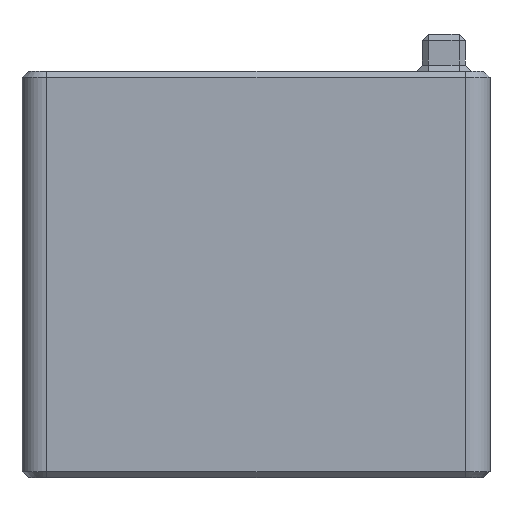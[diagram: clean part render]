
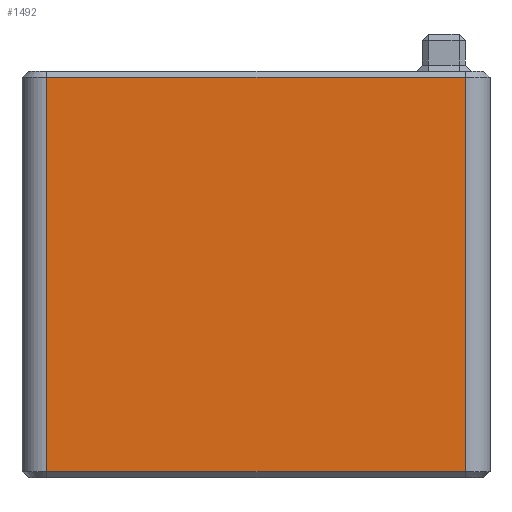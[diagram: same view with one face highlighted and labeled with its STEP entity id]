
A CAD part, front view. The second image highlights one B-rep face of the part: STEP entity #1492.
In plain terms, the highlighted planar face has unit normal (0, -1, 0).
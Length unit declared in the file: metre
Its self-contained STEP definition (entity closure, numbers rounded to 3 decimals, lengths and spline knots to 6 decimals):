
#118=LINE('',#2405,#278);
#119=LINE('',#2408,#279);
#120=LINE('',#2410,#280);
#121=LINE('',#2412,#281);
#278=VECTOR('',#1891,1.);
#279=VECTOR('',#1892,1.);
#280=VECTOR('',#1893,1.);
#281=VECTOR('',#1894,1.);
#464=ORIENTED_EDGE('',*,*,#876,.T.);
#465=ORIENTED_EDGE('',*,*,#877,.T.);
#466=ORIENTED_EDGE('',*,*,#878,.T.);
#467=ORIENTED_EDGE('',*,*,#879,.T.);
#876=EDGE_CURVE('',#1080,#1081,#118,.T.);
#877=EDGE_CURVE('',#1081,#1082,#119,.T.);
#878=EDGE_CURVE('',#1082,#1083,#120,.F.);
#879=EDGE_CURVE('',#1083,#1080,#121,.T.);
#1080=VERTEX_POINT('',#2406);
#1081=VERTEX_POINT('',#2407);
#1082=VERTEX_POINT('',#2409);
#1083=VERTEX_POINT('',#2411);
#1186=EDGE_LOOP('',(#464,#465,#466,#467));
#1310=FACE_BOUND('',#1186,.T.);
#1424=PLANE('',#1629);
#1492=ADVANCED_FACE('',(#1310),#1424,.T.);
#1629=AXIS2_PLACEMENT_3D('',#2404,#1889,#1890);
#1889=DIRECTION('',(0.,-1.,0.));
#1890=DIRECTION('',(0.,0.,-1.));
#1891=DIRECTION('',(0.,0.,1.));
#1892=DIRECTION('',(-1.,0.,0.));
#1893=DIRECTION('',(0.,0.,1.));
#1894=DIRECTION('',(1.,0.,0.));
#2404=CARTESIAN_POINT('',(0.079993,-0.053429,-0.033878));
#2405=CARTESIAN_POINT('',(0.096993,-0.053429,-0.000878));
#2406=CARTESIAN_POINT('',(0.096993,-0.053429,-0.033378));
#2407=CARTESIAN_POINT('',(0.096993,-0.053429,-0.001378));
#2408=CARTESIAN_POINT('',(0.062993,-0.053429,-0.001378));
#2409=CARTESIAN_POINT('',(0.062993,-0.053429,-0.001378));
#2410=CARTESIAN_POINT('',(0.062993,-0.053429,-0.033878));
#2411=CARTESIAN_POINT('',(0.062993,-0.053429,-0.033378));
#2412=CARTESIAN_POINT('',(0.079993,-0.053429,-0.033378));
